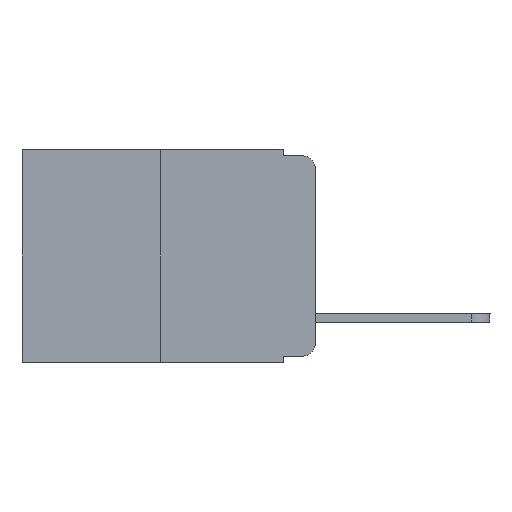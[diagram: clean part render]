
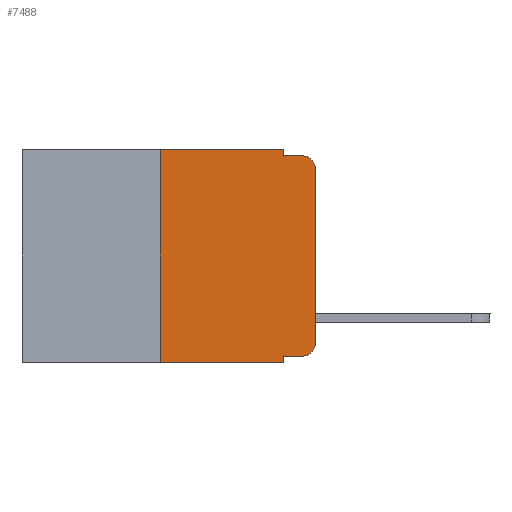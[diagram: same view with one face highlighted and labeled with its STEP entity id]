
A CAD part, left-side view. The second image highlights one B-rep face of the part: STEP entity #7488.
In plain terms, the highlighted planar face has unit normal (-1, 0, 0).
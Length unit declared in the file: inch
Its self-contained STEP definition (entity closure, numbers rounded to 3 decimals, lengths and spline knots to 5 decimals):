
#96 = ORIENTED_EDGE ( 'NONE', *, *, #8183, .T. ) ;
#290 = CARTESIAN_POINT ( 'NONE',  ( 0., 0.051, -0.333 ) ) ;
#370 = VECTOR ( 'NONE', #1748, 39.37008 ) ;
#504 = FACE_OUTER_BOUND ( 'NONE', #9175, .T. ) ;
#555 = DIRECTION ( 'NONE',  ( 0., 0., -1. ) ) ;
#804 = VECTOR ( 'NONE', #11506, 39.37008 ) ;
#934 = LINE ( 'NONE', #18791, #16836 ) ;
#948 = CARTESIAN_POINT ( 'NONE',  ( 0., 0., -0.03 ) ) ;
#1383 = CIRCLE ( 'NONE', #17493, 0.02 ) ;
#1480 = EDGE_CURVE ( 'NONE', #2545, #8311, #10266, .T. ) ;
#1748 = DIRECTION ( 'NONE',  ( 0., 0., 1. ) ) ;
#1938 = VERTEX_POINT ( 'NONE', #7352 ) ;
#2112 = EDGE_CURVE ( 'NONE', #11223, #2545, #12976, .T. ) ;
#2437 = ORIENTED_EDGE ( 'NONE', *, *, #1480, .F. ) ;
#2545 = VERTEX_POINT ( 'NONE', #17898 ) ;
#2597 = VECTOR ( 'NONE', #17912, 39.37008 ) ;
#3052 = VERTEX_POINT ( 'NONE', #10169 ) ;
#3697 = LINE ( 'NONE', #13367, #14999 ) ;
#3708 = CARTESIAN_POINT ( 'NONE',  ( 0., 0.02, -0.333 ) ) ;
#3761 = DIRECTION ( 'NONE',  ( 1., 0., 0. ) ) ;
#3904 = VERTEX_POINT ( 'NONE', #9416 ) ;
#4154 = LINE ( 'NONE', #4978, #15680 ) ;
#4176 = DIRECTION ( 'NONE',  ( 0., -1., 0. ) ) ;
#4495 = CARTESIAN_POINT ( 'NONE',  ( 0., 0., 0. ) ) ;
#4819 = VECTOR ( 'NONE', #4176, 39.37008 ) ;
#4978 = CARTESIAN_POINT ( 'NONE',  ( 0., 0.051, 0. ) ) ;
#5225 = DIRECTION ( 'NONE',  ( 0., 0., -1. ) ) ;
#5474 = CARTESIAN_POINT ( 'NONE',  ( 0., 0.25, -0.343 ) ) ;
#5587 = ORIENTED_EDGE ( 'NONE', *, *, #10655, .T. ) ;
#5754 = CARTESIAN_POINT ( 'NONE',  ( 0., 0.473, 0. ) ) ;
#5833 = DIRECTION ( 'NONE',  ( 0., 0., -1. ) ) ;
#5996 = ORIENTED_EDGE ( 'NONE', *, *, #12583, .T. ) ;
#6097 = VERTEX_POINT ( 'NONE', #17969 ) ;
#6585 = LINE ( 'NONE', #4495, #370 ) ;
#6911 = ORIENTED_EDGE ( 'NONE', *, *, #2112, .F. ) ;
#7214 = EDGE_CURVE ( 'NONE', #15089, #6097, #3697, .T. ) ;
#7352 = CARTESIAN_POINT ( 'NONE',  ( 0., 0.051, -0.343 ) ) ;
#7488 = ADVANCED_FACE ( 'NONE', ( #504 ), #18614, .F. ) ;
#7501 = DIRECTION ( 'NONE',  ( 0., -1., 0. ) ) ;
#7753 = LINE ( 'NONE', #290, #19060 ) ;
#8122 = DIRECTION ( 'NONE',  ( -1., 0., 0. ) ) ;
#8165 = CARTESIAN_POINT ( 'NONE',  ( 0., 0.473, 0. ) ) ;
#8183 = EDGE_CURVE ( 'NONE', #11223, #1938, #12220, .T. ) ;
#8311 = VERTEX_POINT ( 'NONE', #14932 ) ;
#8455 = VERTEX_POINT ( 'NONE', #3708 ) ;
#8869 = ORIENTED_EDGE ( 'NONE', *, *, #9454, .F. ) ;
#9175 = EDGE_LOOP ( 'NONE', ( #9579, #5587, #11254, #8869, #2437, #6911, #96, #17291, #5996, #15972 ) ) ;
#9416 = CARTESIAN_POINT ( 'NONE',  ( 0., 0.051, -0.333 ) ) ;
#9454 = EDGE_CURVE ( 'NONE', #8311, #15089, #934, .T. ) ;
#9579 = ORIENTED_EDGE ( 'NONE', *, *, #16895, .T. ) ;
#9725 = DIRECTION ( 'NONE',  ( 0., 0., -1. ) ) ;
#10025 = DIRECTION ( 'NONE',  ( 0., 0., -1. ) ) ;
#10169 = CARTESIAN_POINT ( 'NONE',  ( 0., 0., -0.313 ) ) ;
#10266 = LINE ( 'NONE', #5754, #804 ) ;
#10526 = CARTESIAN_POINT ( 'NONE',  ( 0., 0.25, 0. ) ) ;
#10547 = DIRECTION ( 'NONE',  ( 0., -1., 0. ) ) ;
#10655 = EDGE_CURVE ( 'NONE', #12413, #6097, #1383, .T. ) ;
#10944 = AXIS2_PLACEMENT_3D ( 'NONE', #8165, #3761, #9725 ) ;
#10985 = CIRCLE ( 'NONE', #15593, 0.02 ) ;
#11223 = VERTEX_POINT ( 'NONE', #5474 ) ;
#11254 = ORIENTED_EDGE ( 'NONE', *, *, #7214, .F. ) ;
#11506 = DIRECTION ( 'NONE',  ( 0., -1., 0. ) ) ;
#11509 = CARTESIAN_POINT ( 'NONE',  ( 0., 0.02, -0.03 ) ) ;
#11761 = CARTESIAN_POINT ( 'NONE',  ( 0., 0.051, -0.01 ) ) ;
#12220 = LINE ( 'NONE', #14436, #4819 ) ;
#12413 = VERTEX_POINT ( 'NONE', #948 ) ;
#12583 = EDGE_CURVE ( 'NONE', #3904, #8455, #7753, .T. ) ;
#12976 = LINE ( 'NONE', #10526, #2597 ) ;
#13367 = CARTESIAN_POINT ( 'NONE',  ( 0., 0.051, -0.01 ) ) ;
#14250 = DIRECTION ( 'NONE',  ( -1., 0., 0. ) ) ;
#14436 = CARTESIAN_POINT ( 'NONE',  ( 0., 0.473, -0.343 ) ) ;
#14768 = EDGE_CURVE ( 'NONE', #3904, #1938, #4154, .T. ) ;
#14932 = CARTESIAN_POINT ( 'NONE',  ( 0., 0.051, 0. ) ) ;
#14999 = VECTOR ( 'NONE', #7501, 39.37008 ) ;
#15089 = VERTEX_POINT ( 'NONE', #11761 ) ;
#15593 = AXIS2_PLACEMENT_3D ( 'NONE', #16945, #8122, #5225 ) ;
#15680 = VECTOR ( 'NONE', #555, 39.37008 ) ;
#15972 = ORIENTED_EDGE ( 'NONE', *, *, #16545, .T. ) ;
#16545 = EDGE_CURVE ( 'NONE', #8455, #3052, #10985, .T. ) ;
#16836 = VECTOR ( 'NONE', #5833, 39.37008 ) ;
#16895 = EDGE_CURVE ( 'NONE', #3052, #12413, #6585, .T. ) ;
#16945 = CARTESIAN_POINT ( 'NONE',  ( 0., 0.02, -0.313 ) ) ;
#17291 = ORIENTED_EDGE ( 'NONE', *, *, #14768, .F. ) ;
#17493 = AXIS2_PLACEMENT_3D ( 'NONE', #11509, #14250, #10025 ) ;
#17898 = CARTESIAN_POINT ( 'NONE',  ( 0., 0.25, 0. ) ) ;
#17912 = DIRECTION ( 'NONE',  ( 0., 0., 1. ) ) ;
#17969 = CARTESIAN_POINT ( 'NONE',  ( 0., 0.02, -0.01 ) ) ;
#18614 = PLANE ( 'NONE',  #10944 ) ;
#18791 = CARTESIAN_POINT ( 'NONE',  ( 0., 0.051, 0. ) ) ;
#19060 = VECTOR ( 'NONE', #10547, 39.37008 ) ;
